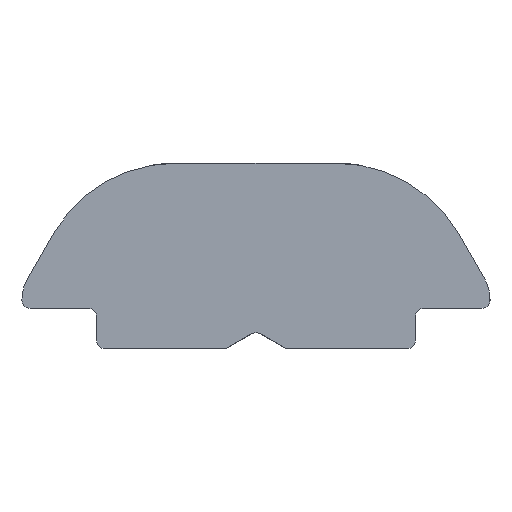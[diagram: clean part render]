
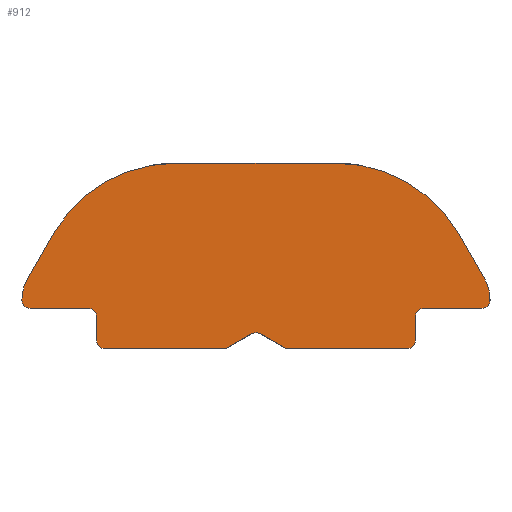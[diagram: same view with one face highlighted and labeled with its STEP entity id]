
A CAD part, left-side view. The second image highlights one B-rep face of the part: STEP entity #912.
In plain terms, the highlighted planar face has unit normal (-1, 0, 0).
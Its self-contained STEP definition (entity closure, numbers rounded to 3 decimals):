
#20=PLANE('',#988);
#59=FACE_OUTER_BOUND('',#108,.T.);
#108=EDGE_LOOP('',(#646,#647,#648,#649,#650,#651,#652,#653,#654,#655,#656,
#657,#658,#659,#660,#661,#662,#663,#664,#665,#666,#667,#668,#669));
#154=CIRCLE('',#987,0.2);
#155=CIRCLE('',#989,1.);
#156=CIRCLE('',#990,0.2);
#157=CIRCLE('',#991,0.2);
#158=CIRCLE('',#992,0.2);
#159=CIRCLE('',#993,0.2);
#160=CIRCLE('',#994,0.2);
#161=CIRCLE('',#995,0.2);
#162=CIRCLE('',#996,1.);
#163=CIRCLE('',#997,3.5);
#164=CIRCLE('',#998,3.5);
#227=LINE('',#1664,#295);
#228=LINE('',#1668,#296);
#229=LINE('',#1672,#297);
#230=LINE('',#1676,#298);
#231=LINE('',#1680,#299);
#232=LINE('',#1681,#300);
#233=LINE('',#1683,#301);
#234=LINE('',#1685,#302);
#235=LINE('',#1689,#303);
#236=LINE('',#1693,#304);
#237=LINE('',#1697,#305);
#238=LINE('',#1701,#306);
#239=LINE('',#1705,#307);
#295=VECTOR('',#1120,10.);
#296=VECTOR('',#1123,1.);
#297=VECTOR('',#1126,1.);
#298=VECTOR('',#1129,1.);
#299=VECTOR('',#1132,1.);
#300=VECTOR('',#1133,1.);
#301=VECTOR('',#1134,1.);
#302=VECTOR('',#1135,1.);
#303=VECTOR('',#1138,1.);
#304=VECTOR('',#1141,1.);
#305=VECTOR('',#1144,1.);
#306=VECTOR('',#1147,1.);
#307=VECTOR('',#1150,1.);
#388=VERTEX_POINT('',#1656);
#389=VERTEX_POINT('',#1658);
#390=VERTEX_POINT('',#1662);
#391=VERTEX_POINT('',#1663);
#392=VERTEX_POINT('',#1665);
#393=VERTEX_POINT('',#1667);
#394=VERTEX_POINT('',#1669);
#395=VERTEX_POINT('',#1671);
#396=VERTEX_POINT('',#1673);
#397=VERTEX_POINT('',#1675);
#398=VERTEX_POINT('',#1677);
#399=VERTEX_POINT('',#1679);
#400=VERTEX_POINT('',#1682);
#401=VERTEX_POINT('',#1684);
#402=VERTEX_POINT('',#1686);
#403=VERTEX_POINT('',#1688);
#404=VERTEX_POINT('',#1690);
#405=VERTEX_POINT('',#1692);
#406=VERTEX_POINT('',#1694);
#407=VERTEX_POINT('',#1696);
#408=VERTEX_POINT('',#1698);
#409=VERTEX_POINT('',#1700);
#410=VERTEX_POINT('',#1702);
#411=VERTEX_POINT('',#1704);
#491=EDGE_CURVE('',#388,#389,#154,.T.);
#493=EDGE_CURVE('',#390,#391,#227,.T.);
#494=EDGE_CURVE('',#392,#390,#155,.T.);
#495=EDGE_CURVE('',#393,#392,#228,.T.);
#496=EDGE_CURVE('',#394,#393,#156,.T.);
#497=EDGE_CURVE('',#395,#394,#229,.T.);
#498=EDGE_CURVE('',#396,#395,#157,.T.);
#499=EDGE_CURVE('',#397,#396,#230,.T.);
#500=EDGE_CURVE('',#398,#397,#158,.T.);
#501=EDGE_CURVE('',#399,#398,#231,.T.);
#502=EDGE_CURVE('',#389,#399,#232,.T.);
#503=EDGE_CURVE('',#400,#388,#233,.T.);
#504=EDGE_CURVE('',#401,#400,#234,.T.);
#505=EDGE_CURVE('',#402,#401,#159,.T.);
#506=EDGE_CURVE('',#403,#402,#235,.T.);
#507=EDGE_CURVE('',#404,#403,#160,.T.);
#508=EDGE_CURVE('',#405,#404,#236,.T.);
#509=EDGE_CURVE('',#406,#405,#161,.T.);
#510=EDGE_CURVE('',#407,#406,#237,.T.);
#511=EDGE_CURVE('',#408,#407,#162,.T.);
#512=EDGE_CURVE('',#409,#408,#238,.T.);
#513=EDGE_CURVE('',#410,#409,#163,.T.);
#514=EDGE_CURVE('',#411,#410,#239,.T.);
#515=EDGE_CURVE('',#391,#411,#164,.T.);
#646=ORIENTED_EDGE('',*,*,#493,.F.);
#647=ORIENTED_EDGE('',*,*,#494,.F.);
#648=ORIENTED_EDGE('',*,*,#495,.F.);
#649=ORIENTED_EDGE('',*,*,#496,.F.);
#650=ORIENTED_EDGE('',*,*,#497,.F.);
#651=ORIENTED_EDGE('',*,*,#498,.F.);
#652=ORIENTED_EDGE('',*,*,#499,.F.);
#653=ORIENTED_EDGE('',*,*,#500,.F.);
#654=ORIENTED_EDGE('',*,*,#501,.F.);
#655=ORIENTED_EDGE('',*,*,#502,.F.);
#656=ORIENTED_EDGE('',*,*,#491,.F.);
#657=ORIENTED_EDGE('',*,*,#503,.F.);
#658=ORIENTED_EDGE('',*,*,#504,.F.);
#659=ORIENTED_EDGE('',*,*,#505,.F.);
#660=ORIENTED_EDGE('',*,*,#506,.F.);
#661=ORIENTED_EDGE('',*,*,#507,.F.);
#662=ORIENTED_EDGE('',*,*,#508,.F.);
#663=ORIENTED_EDGE('',*,*,#509,.F.);
#664=ORIENTED_EDGE('',*,*,#510,.F.);
#665=ORIENTED_EDGE('',*,*,#511,.F.);
#666=ORIENTED_EDGE('',*,*,#512,.F.);
#667=ORIENTED_EDGE('',*,*,#513,.F.);
#668=ORIENTED_EDGE('',*,*,#514,.F.);
#669=ORIENTED_EDGE('',*,*,#515,.F.);
#912=ADVANCED_FACE('',(#59),#20,.T.);
#987=AXIS2_PLACEMENT_3D('',#1659,#1115,#1116);
#988=AXIS2_PLACEMENT_3D('',#1661,#1118,#1119);
#989=AXIS2_PLACEMENT_3D('',#1666,#1121,#1122);
#990=AXIS2_PLACEMENT_3D('',#1670,#1124,#1125);
#991=AXIS2_PLACEMENT_3D('',#1674,#1127,#1128);
#992=AXIS2_PLACEMENT_3D('',#1678,#1130,#1131);
#993=AXIS2_PLACEMENT_3D('',#1687,#1136,#1137);
#994=AXIS2_PLACEMENT_3D('',#1691,#1139,#1140);
#995=AXIS2_PLACEMENT_3D('',#1695,#1142,#1143);
#996=AXIS2_PLACEMENT_3D('',#1699,#1145,#1146);
#997=AXIS2_PLACEMENT_3D('',#1703,#1148,#1149);
#998=AXIS2_PLACEMENT_3D('',#1706,#1151,#1152);
#1115=DIRECTION('center_axis',(-1.,0.,0.));
#1116=DIRECTION('ref_axis',(0.,-0.5,0.866));
#1118=DIRECTION('center_axis',(-1.,0.,0.));
#1119=DIRECTION('ref_axis',(0.,0.,-1.));
#1120=DIRECTION('',(0.,-0.5,0.866));
#1121=DIRECTION('center_axis',(1.,0.,0.));
#1122=DIRECTION('ref_axis',(0.,0.866,0.5));
#1123=DIRECTION('',(0.,0.,1.));
#1124=DIRECTION('center_axis',(1.,0.,0.));
#1125=DIRECTION('ref_axis',(0.,1.,0.));
#1126=DIRECTION('',(0.,1.,0.));
#1127=DIRECTION('center_axis',(-1.,0.,0.));
#1128=DIRECTION('ref_axis',(0.,-1.,0.));
#1129=DIRECTION('',(0.,0.,1.));
#1130=DIRECTION('center_axis',(1.,0.,0.));
#1131=DIRECTION('ref_axis',(0.,1.,0.));
#1132=DIRECTION('',(0.,1.,0.));
#1133=DIRECTION('',(0.,0.866,-0.5));
#1134=DIRECTION('',(0.,0.866,0.5));
#1135=DIRECTION('',(0.,1.,0.));
#1136=DIRECTION('center_axis',(1.,0.,0.));
#1137=DIRECTION('ref_axis',(0.,0.,-1.));
#1138=DIRECTION('',(0.,0.,-1.));
#1139=DIRECTION('center_axis',(-1.,0.,0.));
#1140=DIRECTION('ref_axis',(0.,0.,1.));
#1141=DIRECTION('',(0.,1.,0.));
#1142=DIRECTION('center_axis',(1.,0.,0.));
#1143=DIRECTION('ref_axis',(0.,0.,-1.));
#1144=DIRECTION('',(0.,0.,-1.));
#1145=DIRECTION('center_axis',(1.,0.,0.));
#1146=DIRECTION('ref_axis',(0.,-1.,0.));
#1147=DIRECTION('',(0.,-0.5,-0.866));
#1148=DIRECTION('center_axis',(1.,0.,0.));
#1149=DIRECTION('ref_axis',(0.,-0.866,0.5));
#1150=DIRECTION('',(0.,-1.,0.));
#1151=DIRECTION('center_axis',(1.,0.,0.));
#1152=DIRECTION('ref_axis',(0.,0.,1.));
#1656=CARTESIAN_POINT('',(-8.,-0.1,0.375));
#1658=CARTESIAN_POINT('',(-8.,0.1,0.375));
#1659=CARTESIAN_POINT('Origin',(-8.,0.,0.202));
#1661=CARTESIAN_POINT('Origin',(-8.,0.,2.094));
#1662=CARTESIAN_POINT('',(-8.,5.675,1.716));
#1663=CARTESIAN_POINT('',(-8.,5.002,2.882));
#1664=CARTESIAN_POINT('',(-8.,3.637,5.245));
#1665=CARTESIAN_POINT('',(-8.,5.8,1.232));
#1666=CARTESIAN_POINT('Origin',(-8.,4.8,1.232));
#1667=CARTESIAN_POINT('',(-8.,5.8,1.2));
#1668=CARTESIAN_POINT('',(-8.,5.8,1.2));
#1669=CARTESIAN_POINT('',(-8.,5.6,1.));
#1670=CARTESIAN_POINT('Origin',(-8.,5.6,1.2));
#1671=CARTESIAN_POINT('',(-8.,4.15,1.));
#1672=CARTESIAN_POINT('',(-8.,4.15,1.));
#1673=CARTESIAN_POINT('',(-8.,3.95,0.8));
#1674=CARTESIAN_POINT('Origin',(-8.,4.15,0.8));
#1675=CARTESIAN_POINT('',(-8.,3.95,0.2));
#1676=CARTESIAN_POINT('',(-8.,3.95,0.2));
#1677=CARTESIAN_POINT('',(-8.,3.75,0.));
#1678=CARTESIAN_POINT('Origin',(-8.,3.75,0.2));
#1679=CARTESIAN_POINT('',(-8.,0.75,0.));
#1680=CARTESIAN_POINT('',(-8.,0.75,0.));
#1681=CARTESIAN_POINT('',(-8.,0.1,0.375));
#1682=CARTESIAN_POINT('',(-8.,-0.75,0.));
#1683=CARTESIAN_POINT('',(-8.,-0.75,0.));
#1684=CARTESIAN_POINT('',(-8.,-3.75,0.));
#1685=CARTESIAN_POINT('',(-8.,-3.75,0.));
#1686=CARTESIAN_POINT('',(-8.,-3.95,0.2));
#1687=CARTESIAN_POINT('Origin',(-8.,-3.75,0.2));
#1688=CARTESIAN_POINT('',(-8.,-3.95,0.8));
#1689=CARTESIAN_POINT('',(-8.,-3.95,0.8));
#1690=CARTESIAN_POINT('',(-8.,-4.15,1.));
#1691=CARTESIAN_POINT('Origin',(-8.,-4.15,0.8));
#1692=CARTESIAN_POINT('',(-8.,-5.6,1.));
#1693=CARTESIAN_POINT('',(-8.,-5.6,1.));
#1694=CARTESIAN_POINT('',(-8.,-5.8,1.2));
#1695=CARTESIAN_POINT('Origin',(-8.,-5.6,1.2));
#1696=CARTESIAN_POINT('',(-8.,-5.8,1.232));
#1697=CARTESIAN_POINT('',(-8.,-5.8,1.232));
#1698=CARTESIAN_POINT('',(-8.,-5.666,1.732));
#1699=CARTESIAN_POINT('Origin',(-8.,-4.8,1.232));
#1700=CARTESIAN_POINT('',(-8.,-5.021,2.85));
#1701=CARTESIAN_POINT('',(-8.,-5.021,2.85));
#1702=CARTESIAN_POINT('',(-8.,-1.989,4.6));
#1703=CARTESIAN_POINT('Origin',(-8.,-1.989,1.1));
#1704=CARTESIAN_POINT('',(-8.,1.989,4.6));
#1705=CARTESIAN_POINT('',(-8.,1.989,4.6));
#1706=CARTESIAN_POINT('Origin',(-8.,1.989,1.1));
